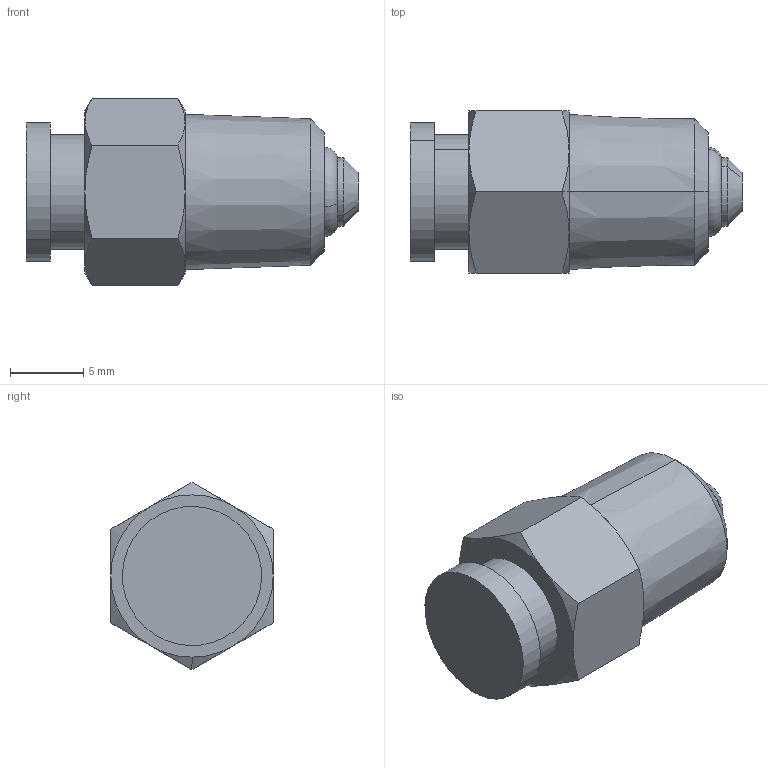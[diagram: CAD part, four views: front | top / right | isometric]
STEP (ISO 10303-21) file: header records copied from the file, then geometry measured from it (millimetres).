
FILE_DESCRIPTION (( 'STEP AP214' ), '1' );
FILE_NAME ('GBV18N.step', '2018-10-25T17:35:55', ( '' ), ( '' ), 'SwSTEP 2.0', 'SolidWorks 2018', '' );
FILE_SCHEMA (( 'AUTOMOTIVE_DESIGN' ));
Length unit declared in the file: inch
Products named in the file (1): GBV18N
Bounding box: 22.73 x 11.11 x 12.83 mm (x, y, z)
Volume: 1514.4 mm3; surface area: 1287.6 mm2
Topology: 4 solids, 4 shells, 52 faces, 104 edges, 62 vertices
Faces by surface type: cone 22, plane 16, cylinder 10, torus 4
Entity records: 2166 total; most frequent: CARTESIAN_POINT 375, DIRECTION 236, ORIENTED_EDGE 208, AXIS2_PLACEMENT_3D 105, EDGE_CURVE 104, VERTEX_POINT 62, EDGE_LOOP 58, UNCERTAINTY_MEASURE_WITH_UNIT 55
